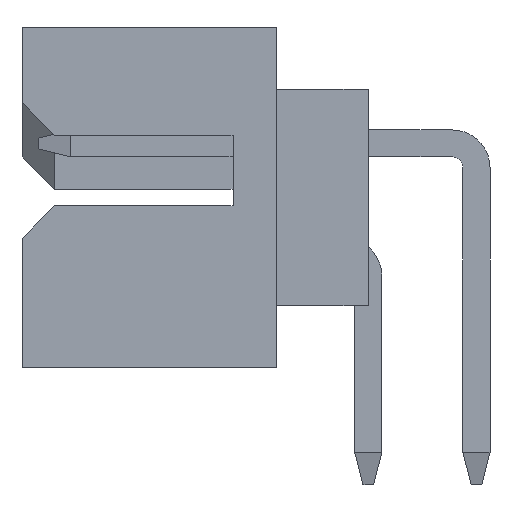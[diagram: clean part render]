
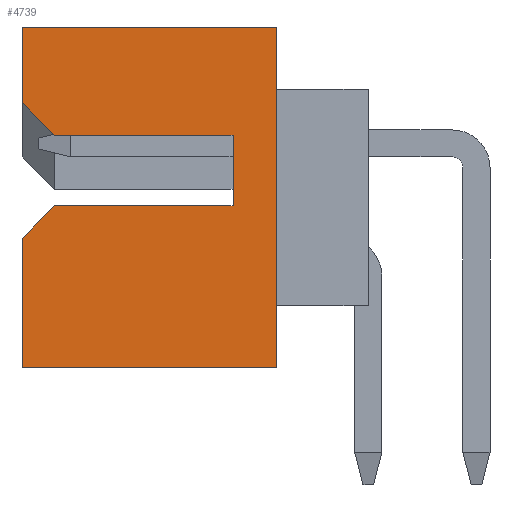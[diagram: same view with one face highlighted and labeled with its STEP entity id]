
A CAD part, left-side view. The second image highlights one B-rep face of the part: STEP entity #4739.
In plain terms, the highlighted planar face has unit normal (-1, 0, 0).
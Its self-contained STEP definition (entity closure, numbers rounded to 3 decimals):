
#1=DIRECTION('',(0.,-1.,0.));
#2=VECTOR('',#1,4.7);
#3=CARTESIAN_POINT('',(-6.325,3.2,-3.15));
#4=LINE('',#3,#2);
#17=DIRECTION('',(0.,0.707,-0.707));
#18=VECTOR('',#17,0.849);
#19=CARTESIAN_POINT('',(-6.325,2.6,-0.15));
#20=LINE('',#19,#18);
#21=DIRECTION('',(0.,-1.,0.));
#22=VECTOR('',#21,3.3);
#23=CARTESIAN_POINT('',(-6.325,2.6,-0.15));
#24=LINE('',#23,#22);
#25=DIRECTION('',(0.,0.,-1.));
#26=VECTOR('',#25,1.3);
#27=CARTESIAN_POINT('',(-6.325,-0.7,1.15));
#28=LINE('',#27,#26);
#29=DIRECTION('',(0.,-1.,0.));
#30=VECTOR('',#29,3.3);
#31=CARTESIAN_POINT('',(-6.325,2.6,1.15));
#32=LINE('',#31,#30);
#33=DIRECTION('',(0.,-0.707,-0.707));
#34=VECTOR('',#33,0.849);
#35=CARTESIAN_POINT('',(-6.325,3.2,1.75));
#36=LINE('',#35,#34);
#37=DIRECTION('',(0.,0.,1.));
#38=VECTOR('',#37,1.4);
#39=CARTESIAN_POINT('',(-6.325,3.2,1.75));
#40=LINE('',#39,#38);
#41=DIRECTION('',(0.,0.,1.));
#42=VECTOR('',#41,6.3);
#43=CARTESIAN_POINT('',(-6.325,-1.5,-3.15));
#44=LINE('',#43,#42);
#45=DIRECTION('',(0.,0.,1.));
#46=VECTOR('',#45,2.4);
#47=CARTESIAN_POINT('',(-6.325,3.2,-3.15));
#48=LINE('',#47,#46);
#2997=DIRECTION('',(0.,-1.,0.));
#2998=VECTOR('',#2997,4.7);
#2999=CARTESIAN_POINT('',(-6.325,3.2,3.15));
#3000=LINE('',#2999,#2998);
#3578=CARTESIAN_POINT('',(-6.325,3.2,-3.15));
#3580=VERTEX_POINT('',#3578);
#3597=CARTESIAN_POINT('',(-6.325,-1.5,-3.15));
#3598=VERTEX_POINT('',#3597);
#3601=CARTESIAN_POINT('',(-6.325,3.2,3.15));
#3602=CARTESIAN_POINT('',(-6.325,-1.5,3.15));
#3603=VERTEX_POINT('',#3601);
#3604=VERTEX_POINT('',#3602);
#3673=CARTESIAN_POINT('',(-6.325,-0.7,1.15));
#3674=CARTESIAN_POINT('',(-6.325,-0.7,-0.15));
#3675=VERTEX_POINT('',#3673);
#3676=VERTEX_POINT('',#3674);
#3953=CARTESIAN_POINT('',(-6.325,2.6,-0.15));
#3954=CARTESIAN_POINT('',(-6.325,3.2,-0.75));
#3955=VERTEX_POINT('',#3953);
#3956=VERTEX_POINT('',#3954);
#3997=CARTESIAN_POINT('',(-6.325,3.2,1.75));
#3998=CARTESIAN_POINT('',(-6.325,2.6,1.15));
#3999=VERTEX_POINT('',#3997);
#4000=VERTEX_POINT('',#3998);
#4713=CARTESIAN_POINT('',(-6.325,3.2,-3.15));
#4714=DIRECTION('',(-1.,0.,0.));
#4715=DIRECTION('',(0.,-1.,0.));
#4716=AXIS2_PLACEMENT_3D('',#4713,#4714,#4715);
#4717=PLANE('',#4716);
#4719=ORIENTED_EDGE('',*,*,#4718,.F.);
#4721=ORIENTED_EDGE('',*,*,#4720,.T.);
#4723=ORIENTED_EDGE('',*,*,#4722,.F.);
#4725=ORIENTED_EDGE('',*,*,#4724,.F.);
#4727=ORIENTED_EDGE('',*,*,#4726,.F.);
#4729=ORIENTED_EDGE('',*,*,#4728,.T.);
#4731=ORIENTED_EDGE('',*,*,#4730,.T.);
#4733=ORIENTED_EDGE('',*,*,#4732,.F.);
#4734=ORIENTED_EDGE('',*,*,#4702,.F.);
#4736=ORIENTED_EDGE('',*,*,#4735,.T.);
#4737=EDGE_LOOP('',(#4719,#4721,#4723,#4725,#4727,#4729,#4731,#4733,#4734,
#4736));
#4738=FACE_OUTER_BOUND('',#4737,.F.);
#4739=ADVANCED_FACE('',(#4738),#4717,.T.);
#4702=EDGE_CURVE('',#3580,#3598,#4,.T.);
#4718=EDGE_CURVE('',#3955,#3956,#20,.T.);
#4720=EDGE_CURVE('',#3955,#3676,#24,.T.);
#4722=EDGE_CURVE('',#3675,#3676,#28,.T.);
#4724=EDGE_CURVE('',#4000,#3675,#32,.T.);
#4726=EDGE_CURVE('',#3999,#4000,#36,.T.);
#4728=EDGE_CURVE('',#3999,#3603,#40,.T.);
#4730=EDGE_CURVE('',#3603,#3604,#3000,.T.);
#4732=EDGE_CURVE('',#3598,#3604,#44,.T.);
#4735=EDGE_CURVE('',#3580,#3956,#48,.T.);
